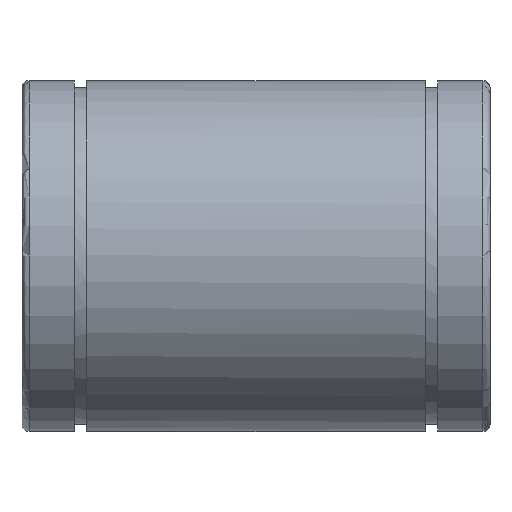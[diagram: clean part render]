
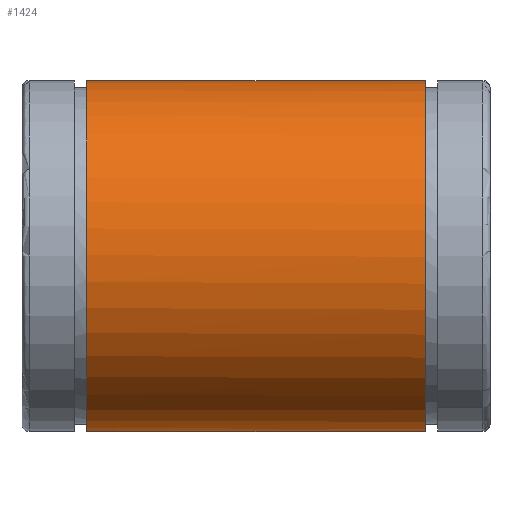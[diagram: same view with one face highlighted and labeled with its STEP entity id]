
A CAD part, front view. The second image highlights one B-rep face of the part: STEP entity #1424.
In plain terms, the highlighted cylindrical face has radius 37.5 mm (diameter 75 mm), a partial arc.
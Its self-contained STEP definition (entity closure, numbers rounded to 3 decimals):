
#1416=AXIS2_PLACEMENT_3D('Cylinder Axis2P3D',#1413,#1414,#1415) ;
#1268=CARTESIAN_POINT('Vertex',(86.15,0.,-37.5)) ;
#1281=CARTESIAN_POINT('Vertex',(86.15,0.,37.5)) ;
#1285=CARTESIAN_POINT('Control Point',(86.15,0.,-37.5)) ;
#1286=CARTESIAN_POINT('Control Point',(86.15,-3.6,-37.5)) ;
#1287=CARTESIAN_POINT('Control Point',(86.15,-7.2,-37.068)) ;
#1288=CARTESIAN_POINT('Control Point',(86.15,-10.731,-36.204)) ;
#1289=CARTESIAN_POINT('Control Point',(86.15,-17.516,-33.645)) ;
#1290=CARTESIAN_POINT('Control Point',(86.15,-23.504,-29.554)) ;
#1291=CARTESIAN_POINT('Control Point',(86.15,-26.236,-27.157)) ;
#1292=CARTESIAN_POINT('Control Point',(86.15,-31.074,-21.755)) ;
#1293=CARTESIAN_POINT('Control Point',(86.15,-34.495,-15.361)) ;
#1294=CARTESIAN_POINT('Control Point',(86.15,-35.812,-11.973)) ;
#1295=CARTESIAN_POINT('Control Point',(86.15,-37.608,-4.947)) ;
#1296=CARTESIAN_POINT('Control Point',(86.15,-37.69,2.304)) ;
#1297=CARTESIAN_POINT('Control Point',(86.15,-37.294,5.917)) ;
#1298=CARTESIAN_POINT('Control Point',(86.15,-35.643,12.978)) ;
#1299=CARTESIAN_POINT('Control Point',(86.15,-32.367,19.448)) ;
#1300=CARTESIAN_POINT('Control Point',(86.15,-30.347,22.47)) ;
#1301=CARTESIAN_POINT('Control Point',(86.15,-25.622,27.971)) ;
#1302=CARTESIAN_POINT('Control Point',(86.15,-19.729,32.197)) ;
#1303=CARTESIAN_POINT('Control Point',(86.15,-16.541,33.945)) ;
#1304=CARTESIAN_POINT('Control Point',(86.15,-11.341,36.028)) ;
#1305=CARTESIAN_POINT('Control Point',(86.15,-5.875,37.115)) ;
#1306=CARTESIAN_POINT('Control Point',(86.15,-3.924,37.372)) ;
#1307=CARTESIAN_POINT('Control Point',(86.15,-1.962,37.5)) ;
#1308=CARTESIAN_POINT('Control Point',(86.15,0.,37.5)) ;
#1350=CARTESIAN_POINT('Vertex',(13.85,0.,-37.5)) ;
#1352=CARTESIAN_POINT('Vertex',(13.85,0.,37.5)) ;
#1356=CARTESIAN_POINT('Control Point',(13.85,0.,37.5)) ;
#1357=CARTESIAN_POINT('Control Point',(13.85,-3.6,37.5)) ;
#1358=CARTESIAN_POINT('Control Point',(13.85,-7.2,37.068)) ;
#1359=CARTESIAN_POINT('Control Point',(13.85,-10.731,36.204)) ;
#1360=CARTESIAN_POINT('Control Point',(13.85,-17.516,33.645)) ;
#1361=CARTESIAN_POINT('Control Point',(13.85,-23.504,29.554)) ;
#1362=CARTESIAN_POINT('Control Point',(13.85,-26.236,27.157)) ;
#1363=CARTESIAN_POINT('Control Point',(13.85,-31.074,21.755)) ;
#1364=CARTESIAN_POINT('Control Point',(13.85,-34.495,15.361)) ;
#1365=CARTESIAN_POINT('Control Point',(13.85,-35.812,11.973)) ;
#1366=CARTESIAN_POINT('Control Point',(13.85,-37.608,4.947)) ;
#1367=CARTESIAN_POINT('Control Point',(13.85,-37.69,-2.304)) ;
#1368=CARTESIAN_POINT('Control Point',(13.85,-37.294,-5.917)) ;
#1369=CARTESIAN_POINT('Control Point',(13.85,-35.643,-12.978)) ;
#1370=CARTESIAN_POINT('Control Point',(13.85,-32.367,-19.448)) ;
#1371=CARTESIAN_POINT('Control Point',(13.85,-30.347,-22.47)) ;
#1372=CARTESIAN_POINT('Control Point',(13.85,-25.622,-27.971)) ;
#1373=CARTESIAN_POINT('Control Point',(13.85,-19.729,-32.197)) ;
#1374=CARTESIAN_POINT('Control Point',(13.85,-16.541,-33.945)) ;
#1375=CARTESIAN_POINT('Control Point',(13.85,-11.341,-36.028)) ;
#1376=CARTESIAN_POINT('Control Point',(13.85,-5.875,-37.115)) ;
#1377=CARTESIAN_POINT('Control Point',(13.85,-3.924,-37.372)) ;
#1378=CARTESIAN_POINT('Control Point',(13.85,-1.962,-37.5)) ;
#1379=CARTESIAN_POINT('Control Point',(13.85,0.,-37.5)) ;
#1395=CARTESIAN_POINT('Line Origine',(50.,0.,-37.5)) ;
#1400=CARTESIAN_POINT('Line Origine',(50.,0.,37.5)) ;
#1413=CARTESIAN_POINT('Axis2P3D Location',(50.,0.,0.)) ;
#1396=DIRECTION('Vector Direction',(1.,0.,0.)) ;
#1401=DIRECTION('Vector Direction',(1.,0.,0.)) ;
#1414=DIRECTION('Axis2P3D Direction',(1.,0.,0.)) ;
#1415=DIRECTION('Axis2P3D XDirection',(0.,0.,1.)) ;
#1397=VECTOR('Line Direction',#1396,1.) ;
#1402=VECTOR('Line Direction',#1401,1.) ;
#1419=ORIENTED_EDGE('',*,*,#1399,.T.) ;
#1420=ORIENTED_EDGE('',*,*,#1309,.T.) ;
#1421=ORIENTED_EDGE('',*,*,#1404,.T.) ;
#1422=ORIENTED_EDGE('',*,*,#1380,.T.) ;
#1424=ADVANCED_FACE('',(#1423),#1417,.T.) ;
#1284=B_SPLINE_CURVE_WITH_KNOTS('',5,(#1285,#1286,#1287,#1288,#1289,#1290,#1291,#1292,#1293,#1294,#1295,#1296,#1297,#1298,#1299,#1300,#1301,#1302,#1303,#1304,#1305,#1306,#1307,#1308),.UNSPECIFIED.,.F.,.U.,(6,3,3,3,3,3,3,6),(0.,25.456,50.911,76.367,101.822,127.278,152.734,166.607),.UNSPECIFIED.) ;
#1355=B_SPLINE_CURVE_WITH_KNOTS('',5,(#1356,#1357,#1358,#1359,#1360,#1361,#1362,#1363,#1364,#1365,#1366,#1367,#1368,#1369,#1370,#1371,#1372,#1373,#1374,#1375,#1376,#1377,#1378,#1379),.UNSPECIFIED.,.F.,.U.,(6,3,3,3,3,3,3,6),(0.,25.456,50.911,76.367,101.822,127.278,152.734,166.607),.UNSPECIFIED.) ;
#1417=CYLINDRICAL_SURFACE('generated cylinder',#1416,37.5) ;
#1309=EDGE_CURVE('',#1269,#1282,#1284,.T.) ;
#1380=EDGE_CURVE('',#1353,#1351,#1355,.T.) ;
#1399=EDGE_CURVE('',#1351,#1269,#1398,.T.) ;
#1404=EDGE_CURVE('',#1282,#1353,#1403,.F.) ;
#1418=EDGE_LOOP('',(#1419,#1420,#1421,#1422)) ;
#1423=FACE_OUTER_BOUND('',#1418,.T.) ;
#1398=LINE('Line',#1395,#1397) ;
#1403=LINE('Line',#1400,#1402) ;
#1269=VERTEX_POINT('',#1268) ;
#1282=VERTEX_POINT('',#1281) ;
#1351=VERTEX_POINT('',#1350) ;
#1353=VERTEX_POINT('',#1352) ;
